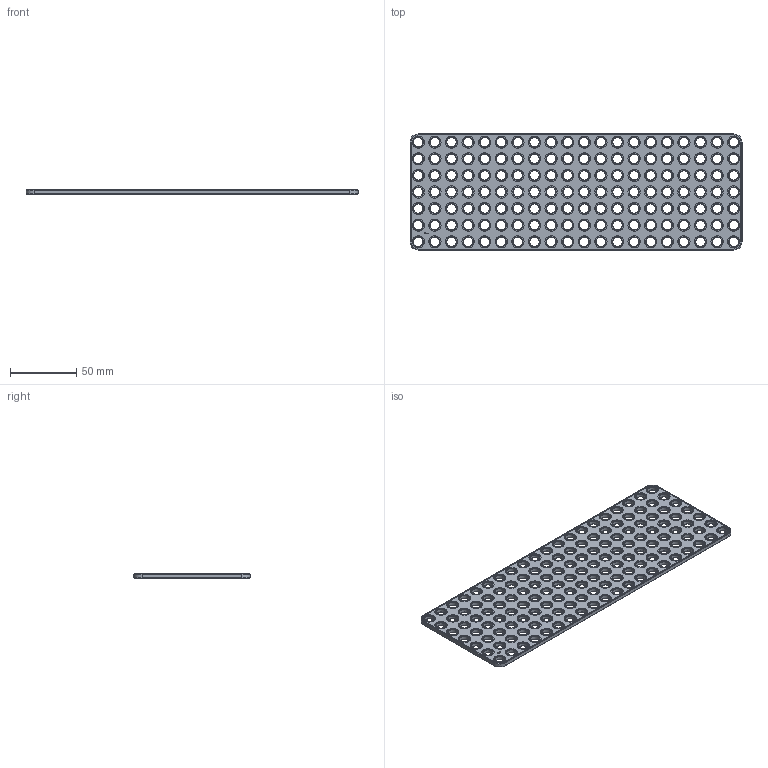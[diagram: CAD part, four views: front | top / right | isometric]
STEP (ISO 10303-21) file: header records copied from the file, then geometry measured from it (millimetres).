
FILE_DESCRIPTION(('FreeCAD Model'),'2;1');
FILE_NAME('Open CASCADE Shape Model','2024-10-09T00:52:59',(''),(''), 'Open CASCADE STEP processor 7.7','FreeCAD','Unknown');
FILE_SCHEMA(('AUTOMOTIVE_DESIGN { 1 0 10303 214 1 1 1 1 }'));
Length unit declared in the file: millimetre
Products named in the file (1): Plate RCT CRNR BU20x07x00.25 - SPN-PLT-0243 (stemfie.org)
Bounding box: 250 x 87.5 x 3.12 mm (x, y, z)
Volume: 48671.8 mm3; surface area: 44263.3 mm2
Topology: 1 solids, 1 shells, 1192 faces, 2758 edges, 1740 vertices
Faces by surface type: plane 476, cylinder 288, cone 288, extrusion 140
Full cylindrical faces by diameter (mm): 7 x140, 9.2 x140
Entity records: 34695 total; most frequent: CARTESIAN_POINT 6826, DIRECTION 5588, ORIENTED_EDGE 5516, EDGE_CURVE 2758, AXIS2_PLACEMENT_3D 1917, VECTOR 1754, VERTEX_POINT 1740, FACE_BOUND 1644
